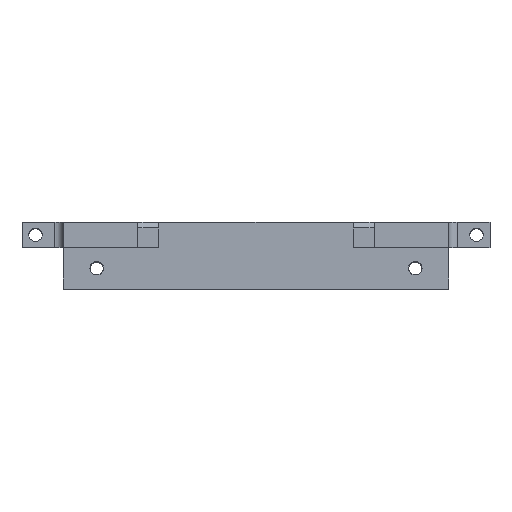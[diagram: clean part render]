
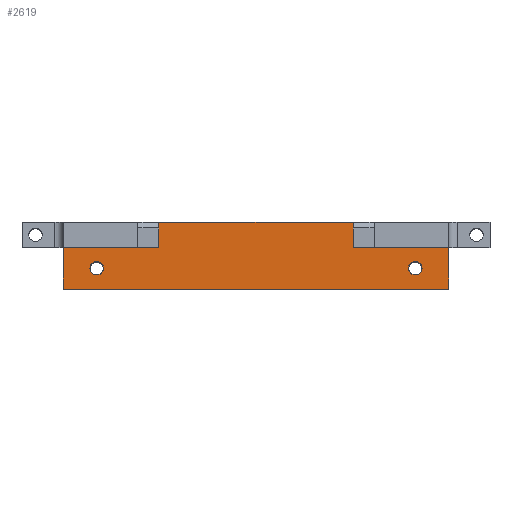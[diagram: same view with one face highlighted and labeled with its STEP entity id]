
A CAD part, top view. The second image highlights one B-rep face of the part: STEP entity #2619.
In plain terms, the highlighted planar face has unit normal (0, 0, 1).
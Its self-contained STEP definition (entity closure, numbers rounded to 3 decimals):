
#88=FACE_BOUND('',#486,.T.);
#89=FACE_BOUND('',#487,.T.);
#180=CIRCLE('',#2858,0.8);
#181=CIRCLE('',#2860,0.8);
#330=FACE_OUTER_BOUND('',#485,.T.);
#485=EDGE_LOOP('',(#2322,#2323,#2324,#2325,#2326,#2327,#2328,#2329));
#486=EDGE_LOOP('',(#2330));
#487=EDGE_LOOP('',(#2331));
#524=LINE('',#3653,#786);
#542=LINE('',#3693,#804);
#553=LINE('',#3716,#815);
#555=LINE('',#3721,#817);
#721=LINE('',#4150,#983);
#738=LINE('',#4204,#1000);
#747=LINE('',#4248,#1009);
#768=LINE('',#4359,#1030);
#786=VECTOR('',#2904,10.);
#804=VECTOR('',#2938,10.);
#815=VECTOR('',#2953,10.);
#817=VECTOR('',#2957,10.);
#983=VECTOR('',#3359,10.);
#1000=VECTOR('',#3408,10.);
#1009=VECTOR('',#3455,10.);
#1030=VECTOR('',#3580,10.);
#1048=VERTEX_POINT('',#3650);
#1049=VERTEX_POINT('',#3652);
#1062=VERTEX_POINT('',#3690);
#1063=VERTEX_POINT('',#3692);
#1073=VERTEX_POINT('',#3714);
#1075=VERTEX_POINT('',#3720);
#1241=VERTEX_POINT('',#4203);
#1257=VERTEX_POINT('',#4247);
#1289=VERTEX_POINT('',#4330);
#1290=VERTEX_POINT('',#4334);
#1301=EDGE_CURVE('',#1048,#1049,#524,.T.);
#1321=EDGE_CURVE('',#1062,#1063,#542,.T.);
#1333=EDGE_CURVE('',#1073,#1062,#553,.T.);
#1335=EDGE_CURVE('',#1075,#1049,#555,.T.);
#1556=EDGE_CURVE('',#1063,#1048,#721,.T.);
#1585=EDGE_CURVE('',#1075,#1241,#738,.T.);
#1607=EDGE_CURVE('',#1241,#1257,#747,.T.);
#1651=EDGE_CURVE('',#1289,#1289,#180,.T.);
#1653=EDGE_CURVE('',#1290,#1290,#181,.T.);
#1666=EDGE_CURVE('',#1257,#1073,#768,.T.);
#2322=ORIENTED_EDGE('',*,*,#1335,.T.);
#2323=ORIENTED_EDGE('',*,*,#1301,.F.);
#2324=ORIENTED_EDGE('',*,*,#1556,.F.);
#2325=ORIENTED_EDGE('',*,*,#1321,.F.);
#2326=ORIENTED_EDGE('',*,*,#1333,.F.);
#2327=ORIENTED_EDGE('',*,*,#1666,.F.);
#2328=ORIENTED_EDGE('',*,*,#1607,.F.);
#2329=ORIENTED_EDGE('',*,*,#1585,.F.);
#2330=ORIENTED_EDGE('',*,*,#1651,.T.);
#2331=ORIENTED_EDGE('',*,*,#1653,.T.);
#2512=PLANE('',#2872);
#2619=ADVANCED_FACE('',(#330,#88,#89),#2512,.T.);
#2858=AXIS2_PLACEMENT_3D('',#4331,#3543,#3544);
#2860=AXIS2_PLACEMENT_3D('',#4335,#3548,#3549);
#2872=AXIS2_PLACEMENT_3D('',#4358,#3578,#3579);
#2904=DIRECTION('',(0.,-1.,0.));
#2938=DIRECTION('',(0.,1.,0.));
#2953=DIRECTION('',(1.,0.,0.));
#2957=DIRECTION('',(-1.,0.,0.));
#3359=DIRECTION('',(1.,0.,0.));
#3408=DIRECTION('',(0.,-1.,0.));
#3455=DIRECTION('',(-1.,0.,0.));
#3543=DIRECTION('center_axis',(0.,0.,-1.));
#3544=DIRECTION('ref_axis',(1.,0.,0.));
#3548=DIRECTION('center_axis',(0.,0.,-1.));
#3549=DIRECTION('ref_axis',(1.,0.,0.));
#3578=DIRECTION('center_axis',(0.,0.,1.));
#3579=DIRECTION('ref_axis',(1.,0.,0.));
#3580=DIRECTION('',(0.,1.,0.));
#3650=CARTESIAN_POINT('',(34.6,8.,46.));
#3652=CARTESIAN_POINT('',(34.6,5.,46.));
#3653=CARTESIAN_POINT('',(34.6,5.,46.));
#3690=CARTESIAN_POINT('',(11.4,5.,46.));
#3692=CARTESIAN_POINT('',(11.4,8.,46.));
#3693=CARTESIAN_POINT('',(11.4,5.,46.));
#3714=CARTESIAN_POINT('',(0.,5.,46.));
#3716=CARTESIAN_POINT('',(3.4,5.,46.));
#3720=CARTESIAN_POINT('',(46.,5.,46.));
#3721=CARTESIAN_POINT('',(11.5,5.,46.));
#4150=CARTESIAN_POINT('',(11.5,8.,46.));
#4203=CARTESIAN_POINT('',(46.,0.,46.));
#4204=CARTESIAN_POINT('',(46.,5.,46.));
#4247=CARTESIAN_POINT('',(0.,0.,46.));
#4248=CARTESIAN_POINT('',(45.,0.,46.));
#4330=CARTESIAN_POINT('',(3.2,2.5,46.));
#4331=CARTESIAN_POINT('Origin',(4.,2.5,46.));
#4334=CARTESIAN_POINT('',(41.2,2.5,46.));
#4335=CARTESIAN_POINT('Origin',(42.,2.5,46.));
#4358=CARTESIAN_POINT('Origin',(0.,0.,46.));
#4359=CARTESIAN_POINT('',(0.,0.,46.));
